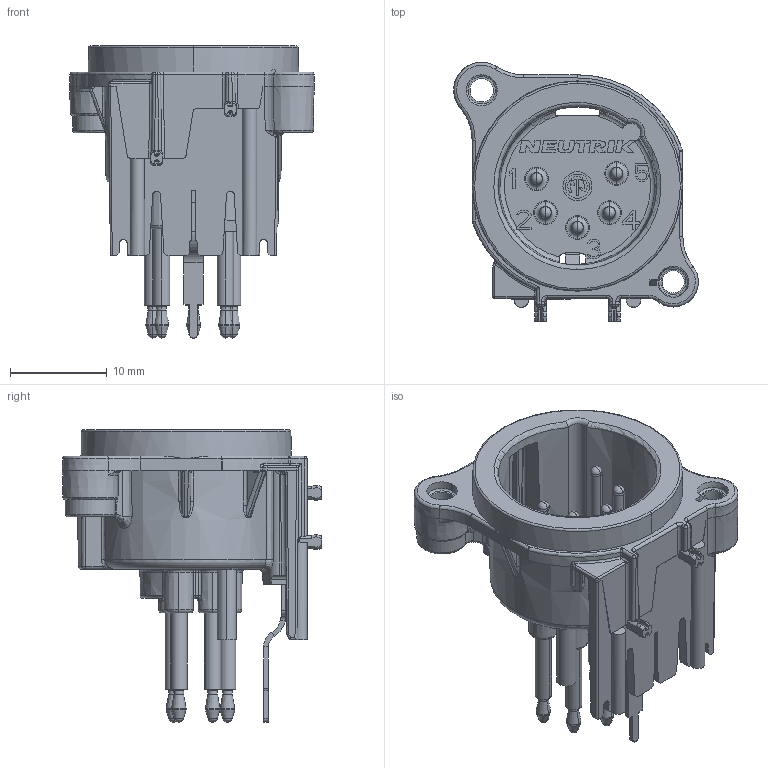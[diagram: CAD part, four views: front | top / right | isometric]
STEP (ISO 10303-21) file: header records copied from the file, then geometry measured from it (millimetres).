
FILE_DESCRIPTION((''),'2;1');
FILE_NAME('NC5MAV','2019-10-25T13:44:27',('odo'),(''),'CREO PARAMETRIC BY PTC INC, 2019080','CREO PARAMETRIC BY PTC INC, 2019080','');
FILE_SCHEMA(('CONFIG_CONTROL_DESIGN'));
Products named in the file (1): NC5MAV
Bounding box: 25.3 x 26.79 x 30.2 mm (x, y, z)
Volume: 2575.4 mm3; surface area: 5058 mm2
Topology: 1 solids, 1 shells, 1336 faces, 3346 edges, 2026 vertices
Faces by surface type: plane 499, cylinder 265, bspline 257, torus 117, cone 95, sphere 74, extrusion 29
Entity records: 50175 total; most frequent: CARTESIAN_POINT 20111, ORIENTED_EDGE 6648, DIRECTION 5776, EDGE_CURVE 3324, AXIS2_PLACEMENT_3D 2088, VERTEX_POINT 2026, VECTOR 1600, LINE 1571
